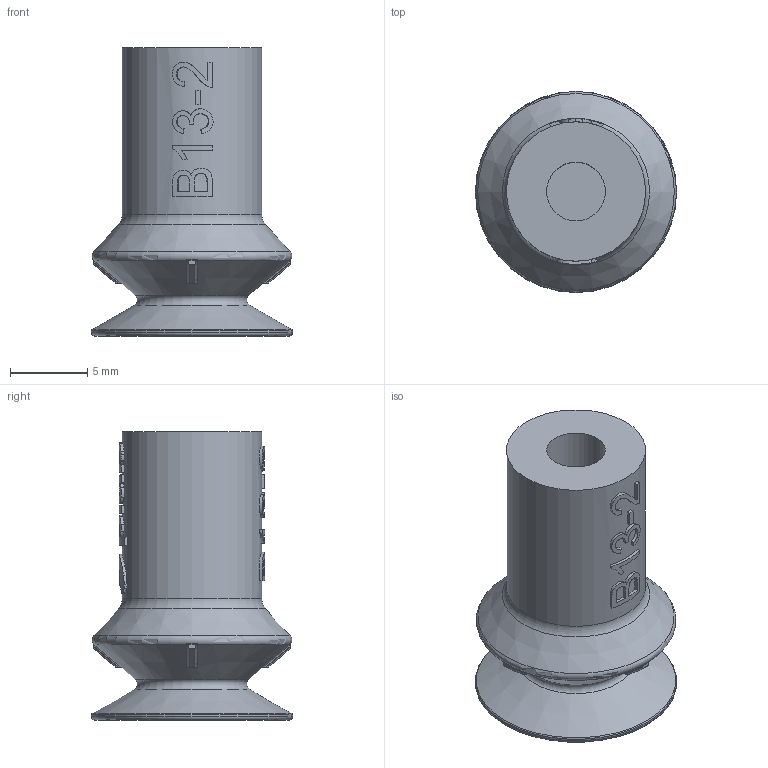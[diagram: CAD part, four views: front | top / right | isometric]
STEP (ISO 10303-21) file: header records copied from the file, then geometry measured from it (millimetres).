
FILE_DESCRIPTION(/* description */ ('Unknown'),/* implementation_level */ '2;1');
FILE_NAME(/* name */ 'S_A015_BXXX',/* time_stamp */ '2018-11-01T10:25:29+01:00',/* author */ ('Unknown'),/* organization */ ('Unknown'),/* preprocessor_version */ 'ST-DEVELOPER v16.7',/* originating_system */ 'DEX',/* authorisation */ $);
FILE_SCHEMA (('AUTOMOTIVE_DESIGN {1 0 10303 214 3 1 1}'));
Length unit declared in the file: millimetre
Products named in the file (4): S_A015_BXXX; A015_B13-2; Fitting_blank
Assembly tree (3 placements, depth 3):
  S_A015_BXXX
    A015_B13-2
      A015_B13-2
    Fitting_blank
Bounding box: 13 x 13 x 18.65 mm (x, y, z)
Volume: 1255.2 mm3; surface area: 1017.1 mm2
Topology: 1 solids, 1 shells, 246 faces, 662 edges, 437 vertices
Faces by surface type: bspline 156, plane 40, cylinder 36, torus 10, cone 4
Full cylindrical faces by diameter (mm): 3.8 x1, 9 x1, 13 x1
Entity records: 10735 total; most frequent: CARTESIAN_POINT 5777, ORIENTED_EDGE 1284, EDGE_CURVE 642, DIRECTION 517, VERTEX_POINT 430, B_SPLINE_CURVE_WITH_KNOTS 400, EDGE_LOOP 278, FACE_BOUND 278
